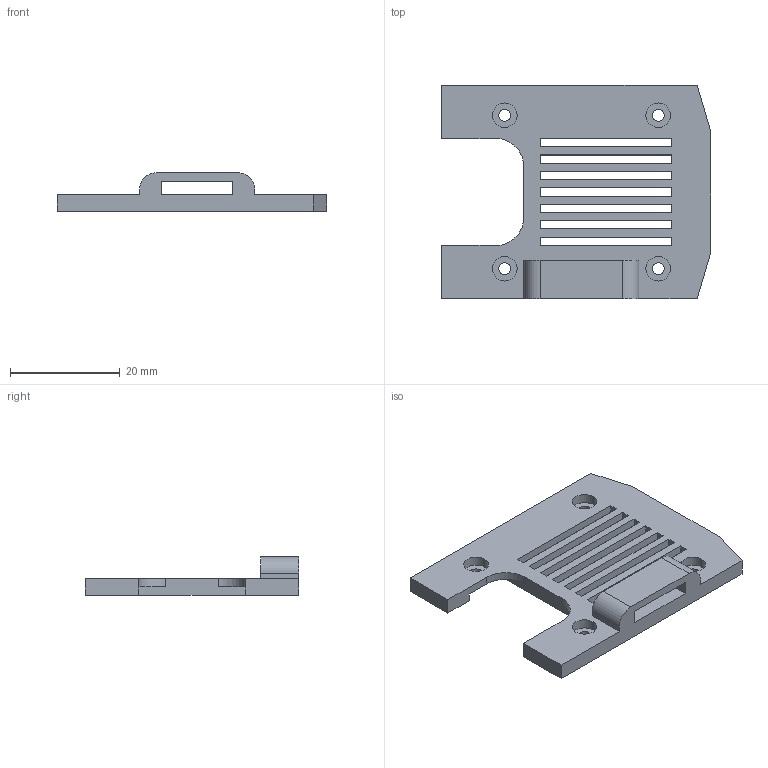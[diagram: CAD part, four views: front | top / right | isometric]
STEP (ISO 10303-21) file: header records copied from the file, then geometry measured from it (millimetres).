
FILE_DESCRIPTION (( 'STEP AP214' ), '1' );
FILE_NAME ('camera_lid.STEP', '2025-12-26T11:07:50', ( '' ), ( '' ), 'SwSTEP 2.0', 'SolidWorks 2020', '' );
FILE_SCHEMA (( 'AUTOMOTIVE_DESIGN' ));
Length unit declared in the file: millimetre
Products named in the file (1): camera_lid
Bounding box: 49.1 x 39 x 7 mm (x, y, z)
Volume: 3644.5 mm3; surface area: 4474.1 mm2
Topology: 1 solids, 1 shells, 75 faces, 228 edges, 152 vertices
Faces by surface type: plane 55, cylinder 20
Entity records: 2624 total; most frequent: ORIENTED_EDGE 456, CARTESIAN_POINT 456, DIRECTION 420, EDGE_CURVE 228, LINE 188, VECTOR 188, VERTEX_POINT 152, AXIS2_PLACEMENT_3D 116
